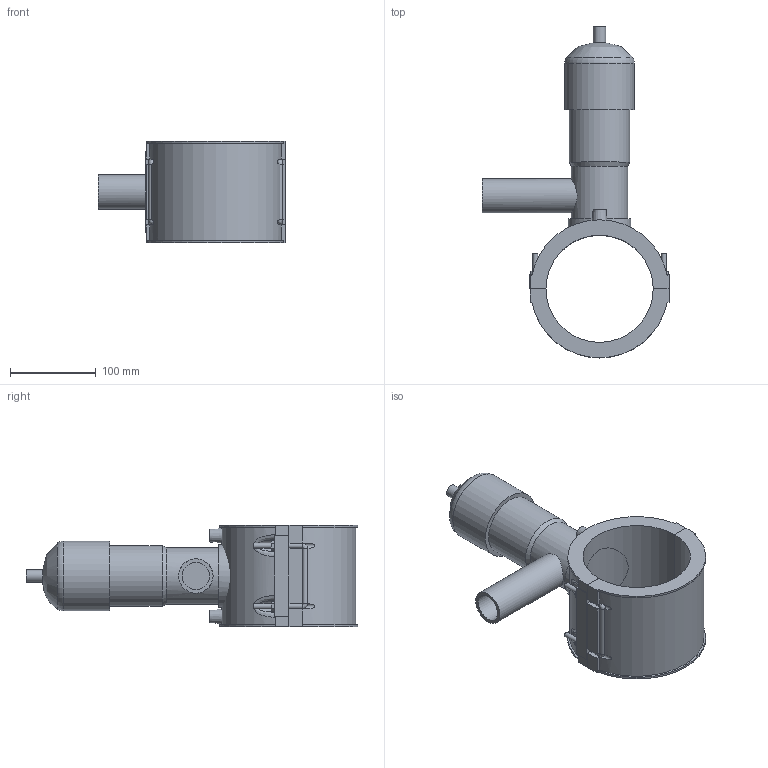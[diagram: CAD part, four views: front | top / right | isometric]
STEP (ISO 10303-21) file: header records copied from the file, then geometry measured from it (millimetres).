
FILE_DESCRIPTION(/* description */ ('PLASSON TAPPING VALVE 125-40'),/* implementation_level */ '2;1');
FILE_NAME(/* name */ '495404125040.ipt.stp',/* time_stamp */ '2017-11-06T09:18:42+02:00',/* author */ ('KIM'),/* organization */ (''),/* preprocessor_version */ 'ST-DEVELOPER v15.6',/* originating_system */ 'Autodesk Inventor 2015',/* authorisation */ '');
FILE_SCHEMA (('AUTOMOTIVE_DESIGN { 1 0 10303 214 3 1 1 }'));
Length unit declared in the file: millimetre
Products named in the file (1): 495404125040
Bounding box: 219 x 386.97 x 118 mm (x, y, z)
Volume: 1800031.9 mm3; surface area: 229544.3 mm2
Topology: 2 solids, 2 shells, 157 faces, 395 edges, 258 vertices
Faces by surface type: plane 99, cylinder 41, bspline 9, cone 7, torus 1
Full cylindrical faces by diameter (mm): 4 x2, 6 x8, 10 x2, 14.64 x1, 32 x1, 40 x1, 65.88 x1, 70.76 x1, 73.2 x1, 81.333 x1
Entity records: 5428 total; most frequent: CARTESIAN_POINT 1816, ORIENTED_EDGE 730, DIRECTION 697, EDGE_CURVE 361, VERTEX_POINT 251, AXIS2_PLACEMENT_3D 236, LINE 225, VECTOR 225
